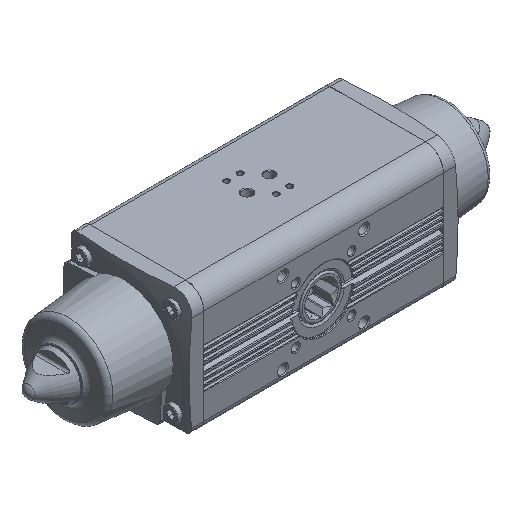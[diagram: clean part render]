
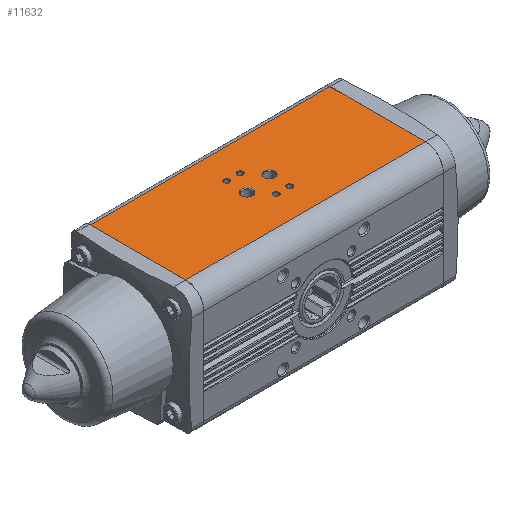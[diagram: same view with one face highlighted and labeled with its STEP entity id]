
A CAD part, isometric view. The second image highlights one B-rep face of the part: STEP entity #11632.
In plain terms, the highlighted planar face has unit normal (0, 0, 1).
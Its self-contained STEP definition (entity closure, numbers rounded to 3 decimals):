
#730=LINE('',#17188,#1262);
#731=LINE('',#17191,#1263);
#732=LINE('',#17193,#1264);
#733=LINE('',#17195,#1265);
#1262=VECTOR('',#13701,1000.);
#1263=VECTOR('',#13702,1000.);
#1264=VECTOR('',#13703,1000.);
#1265=VECTOR('',#13704,1000.);
#2220=ORIENTED_EDGE('',*,*,#4394,.T.);
#2221=ORIENTED_EDGE('',*,*,#4395,.T.);
#2222=ORIENTED_EDGE('',*,*,#4396,.T.);
#2223=ORIENTED_EDGE('',*,*,#4397,.T.);
#2224=ORIENTED_EDGE('',*,*,#4398,.T.);
#2225=ORIENTED_EDGE('',*,*,#4399,.T.);
#2226=ORIENTED_EDGE('',*,*,#4400,.T.);
#2227=ORIENTED_EDGE('',*,*,#4401,.F.);
#2228=ORIENTED_EDGE('',*,*,#4402,.F.);
#2229=ORIENTED_EDGE('',*,*,#4403,.T.);
#4394=EDGE_CURVE('',#5439,#5439,#5963,.T.);
#4395=EDGE_CURVE('',#5440,#5440,#5964,.T.);
#4396=EDGE_CURVE('',#5441,#5441,#5965,.T.);
#4397=EDGE_CURVE('',#5442,#5442,#5966,.T.);
#4398=EDGE_CURVE('',#5443,#5443,#5967,.T.);
#4399=EDGE_CURVE('',#5444,#5444,#5968,.T.);
#4400=EDGE_CURVE('',#5445,#5446,#730,.T.);
#4401=EDGE_CURVE('',#5447,#5446,#731,.T.);
#4402=EDGE_CURVE('',#5448,#5447,#732,.T.);
#4403=EDGE_CURVE('',#5448,#5445,#733,.T.);
#5439=VERTEX_POINT('',#17177);
#5440=VERTEX_POINT('',#17179);
#5441=VERTEX_POINT('',#17181);
#5442=VERTEX_POINT('',#17183);
#5443=VERTEX_POINT('',#17185);
#5444=VERTEX_POINT('',#17187);
#5445=VERTEX_POINT('',#17189);
#5446=VERTEX_POINT('',#17190);
#5447=VERTEX_POINT('',#17192);
#5448=VERTEX_POINT('',#17194);
#5963=CIRCLE('',#12296,4.864);
#5964=CIRCLE('',#12297,2.5);
#5965=CIRCLE('',#12298,2.5);
#5966=CIRCLE('',#12299,2.5);
#5967=CIRCLE('',#12300,2.5);
#5968=CIRCLE('',#12301,4.864);
#6364=EDGE_LOOP('',(#2220));
#6365=EDGE_LOOP('',(#2221));
#6366=EDGE_LOOP('',(#2222));
#6367=EDGE_LOOP('',(#2223));
#6368=EDGE_LOOP('',(#2224));
#6369=EDGE_LOOP('',(#2225));
#6370=EDGE_LOOP('',(#2226,#2227,#2228,#2229));
#7054=FACE_BOUND('',#6364,.T.);
#7055=FACE_BOUND('',#6365,.T.);
#7056=FACE_BOUND('',#6366,.T.);
#7057=FACE_BOUND('',#6367,.T.);
#7058=FACE_BOUND('',#6368,.T.);
#7059=FACE_BOUND('',#6369,.T.);
#7060=FACE_BOUND('',#6370,.T.);
#7681=PLANE('',#12295);
#11632=ADVANCED_FACE('',(#7054,#7055,#7056,#7057,#7058,#7059,#7060),#7681,
 .F.);
#12295=AXIS2_PLACEMENT_3D('',#17175,#13687,#13688);
#12296=AXIS2_PLACEMENT_3D('',#17176,#13689,#13690);
#12297=AXIS2_PLACEMENT_3D('',#17178,#13691,#13692);
#12298=AXIS2_PLACEMENT_3D('',#17180,#13693,#13694);
#12299=AXIS2_PLACEMENT_3D('',#17182,#13695,#13696);
#12300=AXIS2_PLACEMENT_3D('',#17184,#13697,#13698);
#12301=AXIS2_PLACEMENT_3D('',#17186,#13699,#13700);
#13687=DIRECTION('',(0.,0.,-1.));
#13688=DIRECTION('',(-1.,0.,0.));
#13689=DIRECTION('',(0.,0.,-1.));
#13690=DIRECTION('',(-1.,0.,0.));
#13691=DIRECTION('',(0.,0.,-1.));
#13692=DIRECTION('',(-1.,0.,0.));
#13693=DIRECTION('',(0.,0.,-1.));
#13694=DIRECTION('',(-1.,0.,0.));
#13695=DIRECTION('',(0.,0.,-1.));
#13696=DIRECTION('',(-1.,0.,0.));
#13697=DIRECTION('',(0.,0.,-1.));
#13698=DIRECTION('',(-1.,0.,0.));
#13699=DIRECTION('',(0.,0.,-1.));
#13700=DIRECTION('',(-1.,0.,0.));
#13701=DIRECTION('',(0.,-1.,0.));
#13702=DIRECTION('',(-1.,0.,0.));
#13703=DIRECTION('',(0.,-1.,0.));
#13704=DIRECTION('',(-1.,0.,0.));
#17175=CARTESIAN_POINT('',(106.4,40.7,60.1));
#17176=CARTESIAN_POINT('',(-12.,-4.,60.1));
#17177=CARTESIAN_POINT('',(-16.864,-4.,60.1));
#17178=CARTESIAN_POINT('',(-12.,14.,60.1));
#17179=CARTESIAN_POINT('',(-14.5,14.,60.1));
#17180=CARTESIAN_POINT('',(0.,14.,60.1));
#17181=CARTESIAN_POINT('',(-2.5,14.,60.1));
#17182=CARTESIAN_POINT('',(0.,-18.,60.1));
#17183=CARTESIAN_POINT('',(-2.5,-18.,60.1));
#17184=CARTESIAN_POINT('',(12.,-18.,60.1));
#17185=CARTESIAN_POINT('',(9.5,-18.,60.1));
#17186=CARTESIAN_POINT('',(12.,0.,60.1));
#17187=CARTESIAN_POINT('',(7.136,0.,60.1));
#17188=CARTESIAN_POINT('',(-106.4,40.7,60.1));
#17189=CARTESIAN_POINT('',(-106.4,40.7,60.1));
#17190=CARTESIAN_POINT('',(-106.4,-44.1,60.1));
#17191=CARTESIAN_POINT('',(106.4,-44.1,60.1));
#17192=CARTESIAN_POINT('',(106.4,-44.1,60.1));
#17193=CARTESIAN_POINT('',(106.4,40.7,60.1));
#17194=CARTESIAN_POINT('',(106.4,40.7,60.1));
#17195=CARTESIAN_POINT('',(106.4,40.7,60.1));
